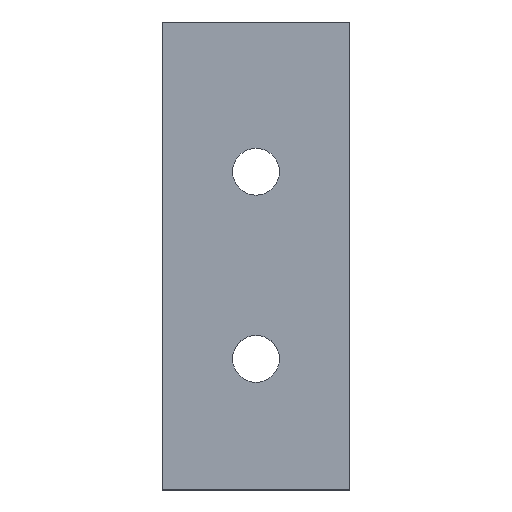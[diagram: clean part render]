
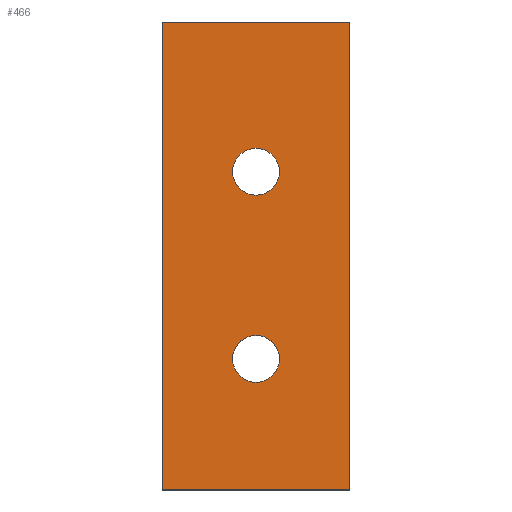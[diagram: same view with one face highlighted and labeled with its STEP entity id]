
A CAD part, top view. The second image highlights one B-rep face of the part: STEP entity #466.
In plain terms, the highlighted planar face has unit normal (0, 0, 1).
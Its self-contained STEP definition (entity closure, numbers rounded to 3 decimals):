
#24=FACE_BOUND('',#84,.T.);
#25=FACE_BOUND('',#85,.T.);
#32=CIRCLE('',#511,2.5);
#33=CIRCLE('',#513,2.5);
#56=FACE_OUTER_BOUND('',#83,.T.);
#83=EDGE_LOOP('',(#343,#344,#345,#346));
#84=EDGE_LOOP('',(#347));
#85=EDGE_LOOP('',(#348));
#123=LINE('',#722,#169);
#124=LINE('',#724,#170);
#125=LINE('',#726,#171);
#126=LINE('',#727,#172);
#169=VECTOR('',#588,10.);
#170=VECTOR('',#589,10.);
#171=VECTOR('',#590,10.);
#172=VECTOR('',#591,10.);
#213=VERTEX_POINT('',#716);
#214=VERTEX_POINT('',#720);
#215=VERTEX_POINT('',#721);
#216=VERTEX_POINT('',#723);
#217=VERTEX_POINT('',#725);
#218=VERTEX_POINT('',#728);
#262=EDGE_CURVE('',#213,#213,#32,.T.);
#264=EDGE_CURVE('',#214,#215,#123,.T.);
#265=EDGE_CURVE('',#216,#215,#124,.T.);
#266=EDGE_CURVE('',#217,#216,#125,.T.);
#267=EDGE_CURVE('',#214,#217,#126,.T.);
#268=EDGE_CURVE('',#218,#218,#33,.T.);
#343=ORIENTED_EDGE('',*,*,#264,.T.);
#344=ORIENTED_EDGE('',*,*,#265,.F.);
#345=ORIENTED_EDGE('',*,*,#266,.F.);
#346=ORIENTED_EDGE('',*,*,#267,.F.);
#347=ORIENTED_EDGE('',*,*,#268,.T.);
#348=ORIENTED_EDGE('',*,*,#262,.F.);
#445=PLANE('',#512);
#466=ADVANCED_FACE('',(#56,#24,#25),#445,.T.);
#511=AXIS2_PLACEMENT_3D('',#717,#583,#584);
#512=AXIS2_PLACEMENT_3D('',#719,#586,#587);
#513=AXIS2_PLACEMENT_3D('',#729,#592,#593);
#583=DIRECTION('center_axis',(0.,0.,1.));
#584=DIRECTION('ref_axis',(-1.,0.,0.));
#586=DIRECTION('center_axis',(0.,0.,1.));
#587=DIRECTION('ref_axis',(0.,1.,0.));
#588=DIRECTION('',(-1.,0.,0.));
#589=DIRECTION('',(0.,1.,0.));
#590=DIRECTION('',(-1.,0.,0.));
#591=DIRECTION('',(0.,-1.,0.));
#592=DIRECTION('center_axis',(0.,0.,-1.));
#593=DIRECTION('ref_axis',(-1.,0.,0.));
#716=CARTESIAN_POINT('',(-420.5,187.,-80.));
#717=CARTESIAN_POINT('Origin',(-423.,187.,-80.));
#719=CARTESIAN_POINT('Origin',(-423.,173.,-80.));
#720=CARTESIAN_POINT('',(-413.,223.,-80.));
#721=CARTESIAN_POINT('',(-433.,223.,-80.));
#722=CARTESIAN_POINT('',(-423.,223.,-80.));
#723=CARTESIAN_POINT('',(-433.,173.,-80.));
#724=CARTESIAN_POINT('',(-433.,223.,-80.));
#725=CARTESIAN_POINT('',(-413.,173.,-80.));
#726=CARTESIAN_POINT('',(-423.,173.,-80.));
#727=CARTESIAN_POINT('',(-413.,223.,-80.));
#728=CARTESIAN_POINT('',(-420.5,207.,-80.));
#729=CARTESIAN_POINT('Origin',(-423.,207.,-80.));
